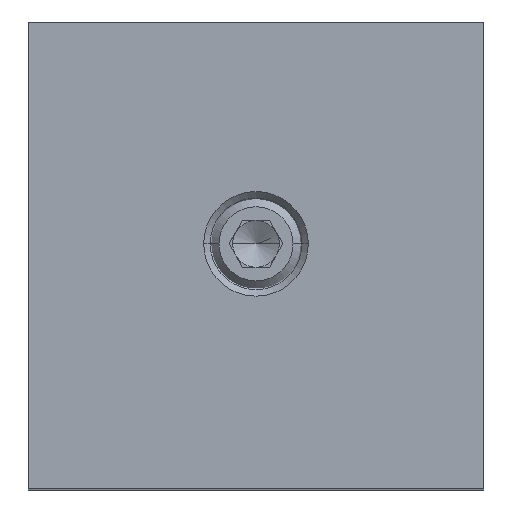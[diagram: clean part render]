
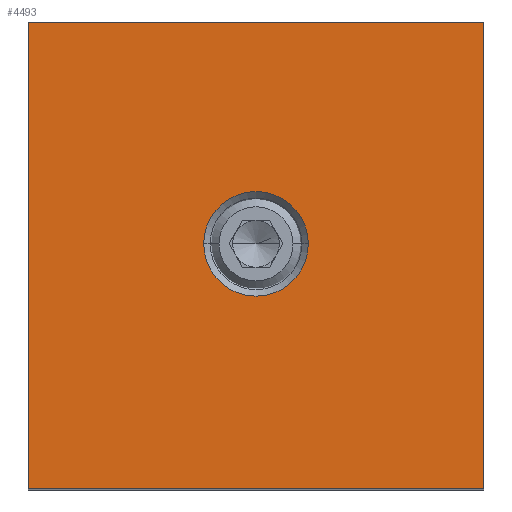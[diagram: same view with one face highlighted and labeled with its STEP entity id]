
A CAD part, top view. The second image highlights one B-rep face of the part: STEP entity #4493.
In plain terms, the highlighted planar face has unit normal (0, 0, 1).
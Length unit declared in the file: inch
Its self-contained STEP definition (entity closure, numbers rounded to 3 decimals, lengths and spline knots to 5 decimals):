
#1649=DIRECTION('',(0.,-1.,0.));
#1650=VECTOR('',#1649,2.5);
#1651=CARTESIAN_POINT('',(0.,0.,3.812));
#1652=LINE('',#1651,#1650);
#1653=DIRECTION('',(-1.,0.,0.));
#1654=VECTOR('',#1653,2.438);
#1655=CARTESIAN_POINT('',(2.438,0.,3.812));
#1656=LINE('',#1655,#1654);
#1657=DIRECTION('',(0.,1.,0.));
#1658=VECTOR('',#1657,2.5);
#1659=CARTESIAN_POINT('',(2.438,-2.5,3.812));
#1660=LINE('',#1659,#1658);
#1661=DIRECTION('',(1.,0.,0.));
#1662=VECTOR('',#1661,2.438);
#1663=CARTESIAN_POINT('',(0.,-2.5,3.812));
#1664=LINE('',#1663,#1662);
#1665=CARTESIAN_POINT('',(1.219,-1.188,3.812));
#1666=DIRECTION('',(0.,0.,-1.));
#1667=DIRECTION('',(-1.,0.,0.));
#1668=AXIS2_PLACEMENT_3D('',#1665,#1666,#1667);
#1670=CARTESIAN_POINT('',(1.219,-1.188,3.812));
#1671=DIRECTION('',(0.,0.,-1.));
#1672=DIRECTION('',(1.,0.,0.));
#1673=AXIS2_PLACEMENT_3D('',#1670,#1671,#1672);
#3401=CARTESIAN_POINT('',(0.,0.,3.812));
#3402=CARTESIAN_POINT('',(0.,-2.5,3.812));
#3403=VERTEX_POINT('',#3401);
#3404=VERTEX_POINT('',#3402);
#3405=CARTESIAN_POINT('',(2.438,-2.5,3.812));
#3406=VERTEX_POINT('',#3405);
#3407=CARTESIAN_POINT('',(2.438,0.,3.812));
#3408=VERTEX_POINT('',#3407);
#3763=CARTESIAN_POINT('',(1.499,-1.188,3.812));
#3764=VERTEX_POINT('',#3763);
#3765=CARTESIAN_POINT('',(0.939,-1.188,
3.812));
#3766=VERTEX_POINT('',#3765);
#4475=CARTESIAN_POINT('',(0.,0.,3.812));
#4476=DIRECTION('',(0.,0.,1.));
#4477=DIRECTION('',(1.,0.,0.));
#4478=AXIS2_PLACEMENT_3D('',#4475,#4476,#4477);
#4479=PLANE('',#4478);
#4480=ORIENTED_EDGE('',*,*,#4365,.F.);
#4481=ORIENTED_EDGE('',*,*,#4469,.F.);
#4482=ORIENTED_EDGE('',*,*,#4012,.F.);
#4484=ORIENTED_EDGE('',*,*,#4483,.F.);
#4485=EDGE_LOOP('',(#4480,#4481,#4482,#4484));
#4486=FACE_OUTER_BOUND('',#4485,.F.);
#4488=ORIENTED_EDGE('',*,*,#4487,.F.);
#4490=ORIENTED_EDGE('',*,*,#4489,.F.);
#4491=EDGE_LOOP('',(#4488,#4490));
#4492=FACE_BOUND('',#4491,.F.);
#4493=ADVANCED_FACE('',(#4486,#4492),#4479,.T.);
#1669=CIRCLE('',#1668,0.28);
#1674=CIRCLE('',#1673,0.28);
#4012=EDGE_CURVE('',#3406,#3408,#1660,.T.);
#4365=EDGE_CURVE('',#3403,#3404,#1652,.T.);
#4469=EDGE_CURVE('',#3408,#3403,#1656,.T.);
#4483=EDGE_CURVE('',#3404,#3406,#1664,.T.);
#4487=EDGE_CURVE('',#3766,#3764,#1669,.T.);
#4489=EDGE_CURVE('',#3764,#3766,#1674,.T.);
